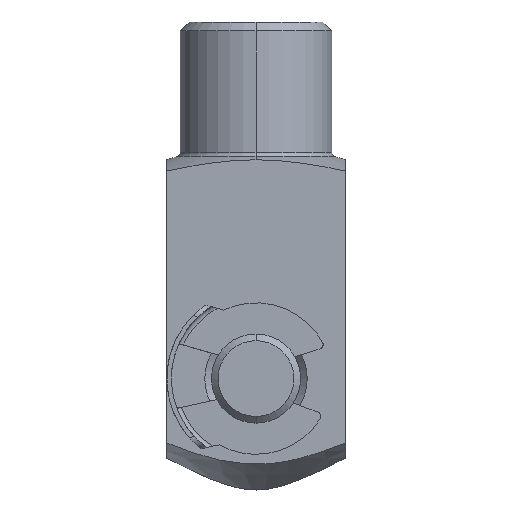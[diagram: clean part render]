
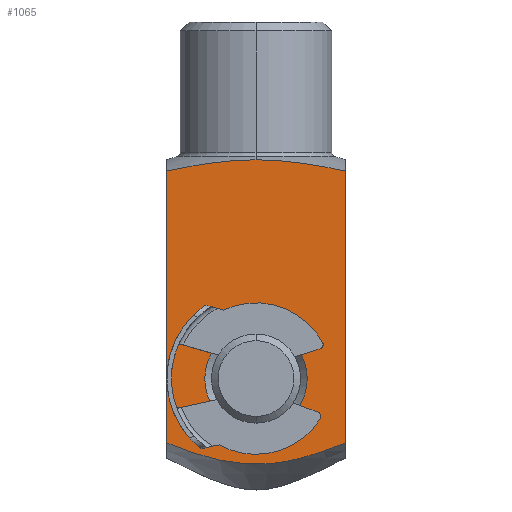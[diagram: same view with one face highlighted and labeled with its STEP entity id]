
A CAD part, left-side view. The second image highlights one B-rep face of the part: STEP entity #1065.
In plain terms, the highlighted planar face has unit normal (-1, 0, 0).
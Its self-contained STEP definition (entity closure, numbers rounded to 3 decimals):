
#25 = EDGE_LOOP ( 'NONE', ( #1875, #1903, #1879, #1881, #1878 ) ) ;
#236 = FACE_BOUND ( 'NONE', #2141, .T. ) ;
#237 = FACE_OUTER_BOUND ( 'NONE', #25, .T. ) ;
#591 = B_SPLINE_CURVE_WITH_KNOTS ( 'NONE', 3,
 ( #1404, #1408, #1409, #1410, #1411, #1412, #1413, #1414, #1415, #1416, #1417, #1418 ),
 .UNSPECIFIED., .F., .F.,
 ( 4, 2, 2, 2, 2, 4 ),
 ( 0.066, 0.071, 0.074, 0.076, 0.081, 0.086 ),
 .UNSPECIFIED. ) ;
#602 = B_SPLINE_CURVE_WITH_KNOTS ( 'NONE', 3,
 ( #1564, #1577, #1578, #1579, #1580, #1581, #1582, #1583, #1584, #1585, #1586, #1587, #1588, #1589, #1590, #1591, #1592, #1593, #1594, #1595, #1596, #1597, #1598, #1599, #1600, #1601 ),
 .UNSPECIFIED., .F., .F.,
 ( 4, 2, 2, 2, 2, 2, 2, 2, 2, 2, 2, 2, 4 ),
 ( 0.053, 0.058, 0.06, 0.063, 0.068, 0.073, 0.075, 0.076, 0.078, 0.084, 0.086, 0.089, 0.094 ),
 .UNSPECIFIED. ) ;
#605 = B_SPLINE_CURVE_WITH_KNOTS ( 'NONE', 3,
 ( #1602, #1623, #1624, #1625, #1626, #1627, #1628, #1629, #1630, #1631 ),
 .UNSPECIFIED., .F., .F.,
 ( 4, 2, 2, 2, 4 ),
 ( 0.086, 0.091, 0.096, 0.102, 0.107 ),
 .UNSPECIFIED. ) ;
#674 = CARTESIAN_POINT ( 'NONE',  ( -20., 0., 74.087 ) ) ;
#684 = CARTESIAN_POINT ( 'NONE',  ( -20., 20., 71.566 ) ) ;
#965 = VERTEX_POINT ( 'NONE', #674 ) ;
#975 = VERTEX_POINT ( 'NONE', #684 ) ;
#1065 = ADVANCED_FACE ( 'NONE', ( #236, #237 ), #1106, .T. ) ;
#1072 = VERTEX_POINT ( 'NONE', #1113 ) ;
#1080 = VERTEX_POINT ( 'NONE', #1120 ) ;
#1092 = CARTESIAN_POINT ( 'NONE',  ( -20., 20., -25. ) ) ;
#1106 = PLANE ( 'NONE',  #2614 ) ;
#1107 = DIRECTION ( 'NONE',  ( -1., 0., 0. ) ) ;
#1108 = DIRECTION ( 'NONE',  ( 0., 0., 1. ) ) ;
#1113 = CARTESIAN_POINT ( 'NONE',  ( -20., 0., 36.5 ) ) ;
#1120 = CARTESIAN_POINT ( 'NONE',  ( -20., 0., 13.5 ) ) ;
#1252 = CARTESIAN_POINT ( 'NONE',  ( -20., -20., 71.566 ) ) ;
#1278 = CARTESIAN_POINT ( 'NONE',  ( -20., 20., 10.556 ) ) ;
#1279 = CARTESIAN_POINT ( 'NONE',  ( -20., -20., 10.556 ) ) ;
#1379 = CARTESIAN_POINT ( 'NONE',  ( -20., 0., 25. ) ) ;
#1380 = DIRECTION ( 'NONE',  ( 1., 0., 0. ) ) ;
#1381 = DIRECTION ( 'NONE',  ( 0., 0., 1. ) ) ;
#1404 = CARTESIAN_POINT ( 'NONE',  ( -20., 20., 71.566 ) ) ;
#1408 = CARTESIAN_POINT ( 'NONE',  ( -20., 18.354, 71.92 ) ) ;
#1409 = CARTESIAN_POINT ( 'NONE',  ( -20., 16.702, 72.254 ) ) ;
#1410 = CARTESIAN_POINT ( 'NONE',  ( -20., 14.212, 72.709 ) ) ;
#1411 = CARTESIAN_POINT ( 'NONE',  ( -20., 13.38, 72.854 ) ) ;
#1412 = CARTESIAN_POINT ( 'NONE',  ( -20., 11.712, 73.123 ) ) ;
#1413 = CARTESIAN_POINT ( 'NONE',  ( -20., 10.874, 73.249 ) ) ;
#1414 = CARTESIAN_POINT ( 'NONE',  ( -20., 8.36, 73.592 ) ) ;
#1415 = CARTESIAN_POINT ( 'NONE',  ( -20., 6.686, 73.775 ) ) ;
#1416 = CARTESIAN_POINT ( 'NONE',  ( -20., 3.34, 74.022 ) ) ;
#1417 = CARTESIAN_POINT ( 'NONE',  ( -20., 1.669, 74.087 ) ) ;
#1418 = CARTESIAN_POINT ( 'NONE',  ( -20., 0., 74.087 ) ) ;
#1564 = CARTESIAN_POINT ( 'NONE',  ( -20., 20., 10.556 ) ) ;
#1577 = CARTESIAN_POINT ( 'NONE',  ( -20., 18.408, 9.907 ) ) ;
#1578 = CARTESIAN_POINT ( 'NONE',  ( -20., 16.801, 9.288 ) ) ;
#1579 = CARTESIAN_POINT ( 'NONE',  ( -20., 14.354, 8.435 ) ) ;
#1580 = CARTESIAN_POINT ( 'NONE',  ( -20., 13.531, 8.162 ) ) ;
#1581 = CARTESIAN_POINT ( 'NONE',  ( -20., 11.883, 7.652 ) ) ;
#1582 = CARTESIAN_POINT ( 'NONE',  ( -20., 11.056, 7.413 ) ) ;
#1583 = CARTESIAN_POINT ( 'NONE',  ( -20., 8.564, 6.759 ) ) ;
#1584 = CARTESIAN_POINT ( 'NONE',  ( -20., 6.889, 6.403 ) ) ;
#1585 = CARTESIAN_POINT ( 'NONE',  ( -20., 3.5, 5.911 ) ) ;
#1586 = CARTESIAN_POINT ( 'NONE',  ( -20., 1.787, 5.776 ) ) ;
#1587 = CARTESIAN_POINT ( 'NONE',  ( -20., -0.384, 5.773 ) ) ;
#1588 = CARTESIAN_POINT ( 'NONE',  ( -20., -0.821, 5.781 ) ) ;
#1589 = CARTESIAN_POINT ( 'NONE',  ( -20., -1.69, 5.812 ) ) ;
#1590 = CARTESIAN_POINT ( 'NONE',  ( -20., -2.124, 5.836 ) ) ;
#1591 = CARTESIAN_POINT ( 'NONE',  ( -20., -3.42, 5.931 ) ) ;
#1592 = CARTESIAN_POINT ( 'NONE',  ( -20., -4.278, 6.025 ) ) ;
#1593 = CARTESIAN_POINT ( 'NONE',  ( -20., -6.836, 6.392 ) ) ;
#1594 = CARTESIAN_POINT ( 'NONE',  ( -20., -8.52, 6.748 ) ) ;
#1595 = CARTESIAN_POINT ( 'NONE',  ( -20., -11.024, 7.404 ) ) ;
#1596 = CARTESIAN_POINT ( 'NONE',  ( -20., -11.854, 7.643 ) ) ;
#1597 = CARTESIAN_POINT ( 'NONE',  ( -20., -13.509, 8.155 ) ) ;
#1598 = CARTESIAN_POINT ( 'NONE',  ( -20., -14.334, 8.428 ) ) ;
#1599 = CARTESIAN_POINT ( 'NONE',  ( -20., -16.788, 9.283 ) ) ;
#1600 = CARTESIAN_POINT ( 'NONE',  ( -20., -18.401, 9.904 ) ) ;
#1601 = CARTESIAN_POINT ( 'NONE',  ( -20., -20., 10.556 ) ) ;
#1602 = CARTESIAN_POINT ( 'NONE',  ( -20., 0., 74.087 ) ) ;
#1603 = CARTESIAN_POINT ( 'NONE',  ( -20., 0., 25. ) ) ;
#1623 = CARTESIAN_POINT ( 'NONE',  ( -20., -1.674, 74.087 ) ) ;
#1624 = CARTESIAN_POINT ( 'NONE',  ( -20., -3.346, 74.022 ) ) ;
#1625 = CARTESIAN_POINT ( 'NONE',  ( -20., -6.687, 73.775 ) ) ;
#1626 = CARTESIAN_POINT ( 'NONE',  ( -20., -8.356, 73.593 ) ) ;
#1627 = CARTESIAN_POINT ( 'NONE',  ( -20., -11.691, 73.138 ) ) ;
#1628 = CARTESIAN_POINT ( 'NONE',  ( -20., -13.357, 72.866 ) ) ;
#1629 = CARTESIAN_POINT ( 'NONE',  ( -20., -16.688, 72.257 ) ) ;
#1630 = CARTESIAN_POINT ( 'NONE',  ( -20., -18.347, 71.921 ) ) ;
#1631 = CARTESIAN_POINT ( 'NONE',  ( -20., -20., 71.566 ) ) ;
#1639 = DIRECTION ( 'NONE',  ( 1., 0., 0. ) ) ;
#1640 = DIRECTION ( 'NONE',  ( 0., 0., 1. ) ) ;
#1646 = CARTESIAN_POINT ( 'NONE',  ( -20., 20., -25. ) ) ;
#1647 = DIRECTION ( 'NONE',  ( 0., 0., 1. ) ) ;
#1648 = CARTESIAN_POINT ( 'NONE',  ( -20., -20., -25. ) ) ;
#1649 = DIRECTION ( 'NONE',  ( 0., 0., 1. ) ) ;
#1875 = ORIENTED_EDGE ( 'NONE', *, *, #2580, .F. ) ;
#1878 = ORIENTED_EDGE ( 'NONE', *, *, #2488, .F. ) ;
#1879 = ORIENTED_EDGE ( 'NONE', *, *, #2581, .T. ) ;
#1881 = ORIENTED_EDGE ( 'NONE', *, *, #2563, .F. ) ;
#1895 = ORIENTED_EDGE ( 'NONE', *, *, #2466, .T. ) ;
#1903 = ORIENTED_EDGE ( 'NONE', *, *, #2560, .T. ) ;
#1904 = ORIENTED_EDGE ( 'NONE', *, *, #2572, .T. ) ;
#2141 = EDGE_LOOP ( 'NONE', ( #1895, #1904 ) ) ;
#2317 = VERTEX_POINT ( 'NONE', #1252 ) ;
#2341 = VERTEX_POINT ( 'NONE', #1278 ) ;
#2342 = VERTEX_POINT ( 'NONE', #1279 ) ;
#2466 = EDGE_CURVE ( 'NONE', #1072, #1080, #3067, .T. ) ;
#2488 = EDGE_CURVE ( 'NONE', #975, #965, #591, .T. ) ;
#2543 = AXIS2_PLACEMENT_3D ( 'NONE', #1603, #1639, #1640 ) ;
#2560 = EDGE_CURVE ( 'NONE', #2341, #2342, #602, .T. ) ;
#2563 = EDGE_CURVE ( 'NONE', #965, #2317, #605, .T. ) ;
#2565 = AXIS2_PLACEMENT_3D ( 'NONE', #1379, #1380, #1381 ) ;
#2572 = EDGE_CURVE ( 'NONE', #1080, #1072, #2850, .T. ) ;
#2580 = EDGE_CURVE ( 'NONE', #2341, #975, #2846, .T. ) ;
#2581 = EDGE_CURVE ( 'NONE', #2342, #2317, #2855, .T. ) ;
#2614 = AXIS2_PLACEMENT_3D ( 'NONE', #1092, #1107, #1108 ) ;
#2846 = LINE ( 'NONE', #1646, #2851 ) ;
#2850 = CIRCLE ( 'NONE', #2543, 11.5 ) ;
#2851 = VECTOR ( 'NONE', #1647, 1000. ) ;
#2855 = LINE ( 'NONE', #1648, #2856 ) ;
#2856 = VECTOR ( 'NONE', #1649, 1000. ) ;
#3067 = CIRCLE ( 'NONE', #2565, 11.5 ) ;
